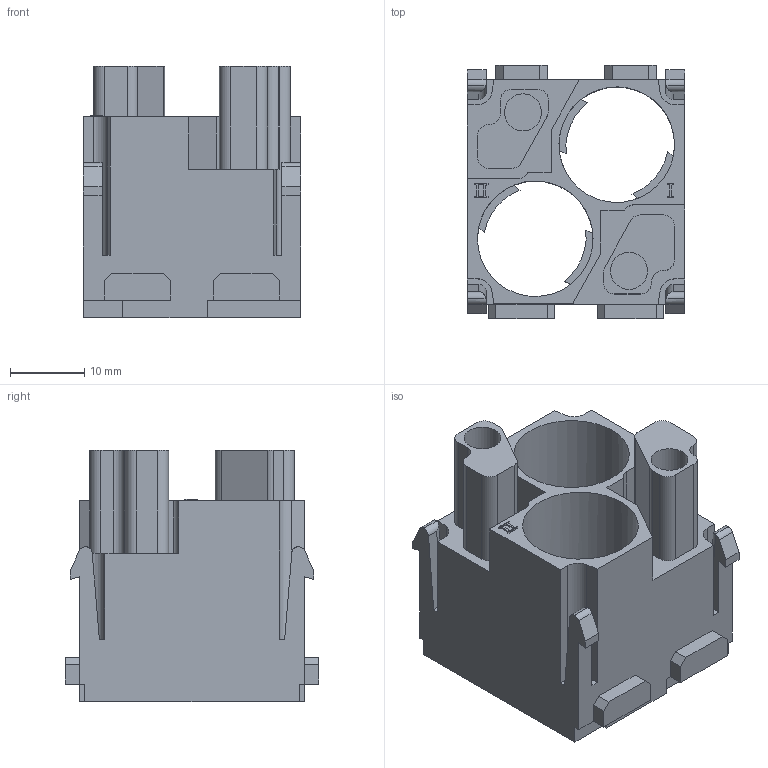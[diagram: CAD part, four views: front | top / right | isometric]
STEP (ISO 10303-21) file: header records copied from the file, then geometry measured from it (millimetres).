
FILE_DESCRIPTION(/* description */ (''),/* implementation_level */ '2;1');
FILE_NAME(/* name */ '100095135ugm000_e.stp',/* time_stamp */ '2019-10-31T13:50:50+01:00',/* author */ (''),/* organization */ (''),/* preprocessor_version */ 'ST-DEVELOPER v16.7',/* originating_system */ 'SIEMENS PLM Software NX 12.0',/* authorisation */ '');
FILE_SCHEMA (('AUTOMOTIVE_DESIGN { 1 0 10303 214 3 1 1 1 }'));
Length unit declared in the file: millimetre
Products named in the file (1): 100095135ugm000_e
Bounding box: 29.35 x 34.2 x 33.9 mm (x, y, z)
Volume: 12464.2 mm3; surface area: 9282.9 mm2
Topology: 1 solids, 1 shells, 339 faces, 927 edges, 619 vertices
Faces by surface type: plane 255, cylinder 50, extrusion 30, cone 4
Full cylindrical faces by diameter (mm): 0.671 x1, 0.984 x1, 3.27 x2, 5 x2, 15.6 x2
Entity records: 11916 total; most frequent: CARTESIAN_POINT 2721, ORIENTED_EDGE 1834, DIRECTION 1583, EDGE_CURVE 917, VECTOR 759, LINE 729, VERTEX_POINT 616, AXIS2_PLACEMENT_3D 412
